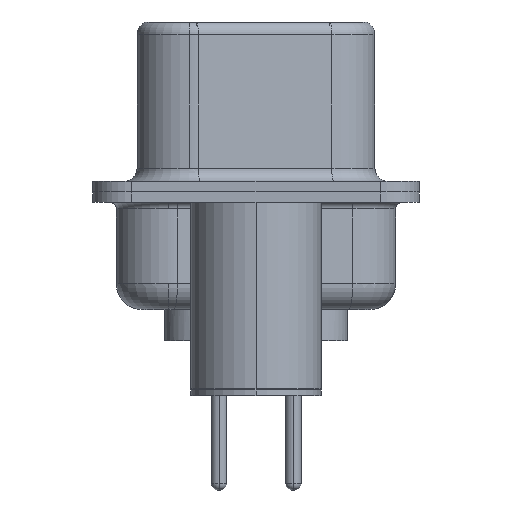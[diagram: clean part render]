
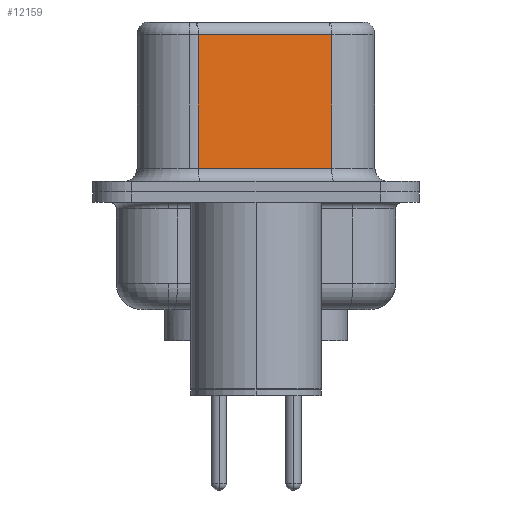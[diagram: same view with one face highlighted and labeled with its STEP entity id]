
A CAD part, left-side view. The second image highlights one B-rep face of the part: STEP entity #12159.
In plain terms, the highlighted planar face has unit normal (-0.985, -0.174, 0).
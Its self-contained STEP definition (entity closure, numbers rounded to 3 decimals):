
#178 = EDGE_CURVE ( 'NONE', #23189, #4298, #17754, .T. ) ;
#554 = CARTESIAN_POINT ( 'NONE',  ( 3.68, 2.203, 0.9 ) ) ;
#1174 = EDGE_CURVE ( 'NONE', #7560, #4298, #7567, .T. ) ;
#2954 = EDGE_CURVE ( 'NONE', #6811, #23189, #24092, .T. ) ;
#3057 = VECTOR ( 'NONE', #21441, 1000. ) ;
#4298 = VERTEX_POINT ( 'NONE', #17222 ) ;
#5937 = VECTOR ( 'NONE', #6329, 1000. ) ;
#6329 = DIRECTION ( 'NONE',  ( 0., 0., -1. ) ) ;
#6811 = VERTEX_POINT ( 'NONE', #14473 ) ;
#7458 = ORIENTED_EDGE ( 'NONE', *, *, #18525, .T. ) ;
#7470 = CARTESIAN_POINT ( 'NONE',  ( 4.58, -2.897, 6.02 ) ) ;
#7560 = VERTEX_POINT ( 'NONE', #18403 ) ;
#7567 = LINE ( 'NONE', #11459, #3057 ) ;
#7838 = ORIENTED_EDGE ( 'NONE', *, *, #2954, .T. ) ;
#8832 = EDGE_LOOP ( 'NONE', ( #10134, #7458, #7838, #19688 ) ) ;
#10134 = ORIENTED_EDGE ( 'NONE', *, *, #1174, .F. ) ;
#11459 = CARTESIAN_POINT ( 'NONE',  ( 4.58, -2.897, 6.52 ) ) ;
#12159 = ADVANCED_FACE ( 'NONE', ( #25172 ), #15317, .F. ) ;
#14473 = CARTESIAN_POINT ( 'NONE',  ( 3.68, 2.203, 6.02 ) ) ;
#15317 = PLANE ( 'NONE',  #25614 ) ;
#16831 = LINE ( 'NONE', #7470, #24062 ) ;
#17222 = CARTESIAN_POINT ( 'NONE',  ( 4.58, -2.897, 0.9 ) ) ;
#17754 = LINE ( 'NONE', #19300, #18740 ) ;
#18403 = CARTESIAN_POINT ( 'NONE',  ( 4.58, -2.897, 6.02 ) ) ;
#18525 = EDGE_CURVE ( 'NONE', #7560, #6811, #16831, .T. ) ;
#18740 = VECTOR ( 'NONE', #21112, 1000. ) ;
#19300 = CARTESIAN_POINT ( 'NONE',  ( 4.58, -2.897, 0.9 ) ) ;
#19688 = ORIENTED_EDGE ( 'NONE', *, *, #178, .T. ) ;
#21112 = DIRECTION ( 'NONE',  ( 0.174, -0.985, 0. ) ) ;
#21441 = DIRECTION ( 'NONE',  ( 0., 0., -1. ) ) ;
#22419 = CARTESIAN_POINT ( 'NONE',  ( 3.68, 2.203, 6.52 ) ) ;
#22671 = DIRECTION ( 'NONE',  ( -0.174, 0.985, 0. ) ) ;
#23189 = VERTEX_POINT ( 'NONE', #554 ) ;
#23227 = DIRECTION ( 'NONE',  ( -0.174, 0.985, 0. ) ) ;
#23602 = CARTESIAN_POINT ( 'NONE',  ( 4.58, -2.897, 6.52 ) ) ;
#24062 = VECTOR ( 'NONE', #22671, 1000. ) ;
#24092 = LINE ( 'NONE', #22419, #5937 ) ;
#25172 = FACE_OUTER_BOUND ( 'NONE', #8832, .T. ) ;
#25308 = DIRECTION ( 'NONE',  ( 0.985, 0.174, 0. ) ) ;
#25614 = AXIS2_PLACEMENT_3D ( 'NONE', #23602, #25308, #23227 ) ;
